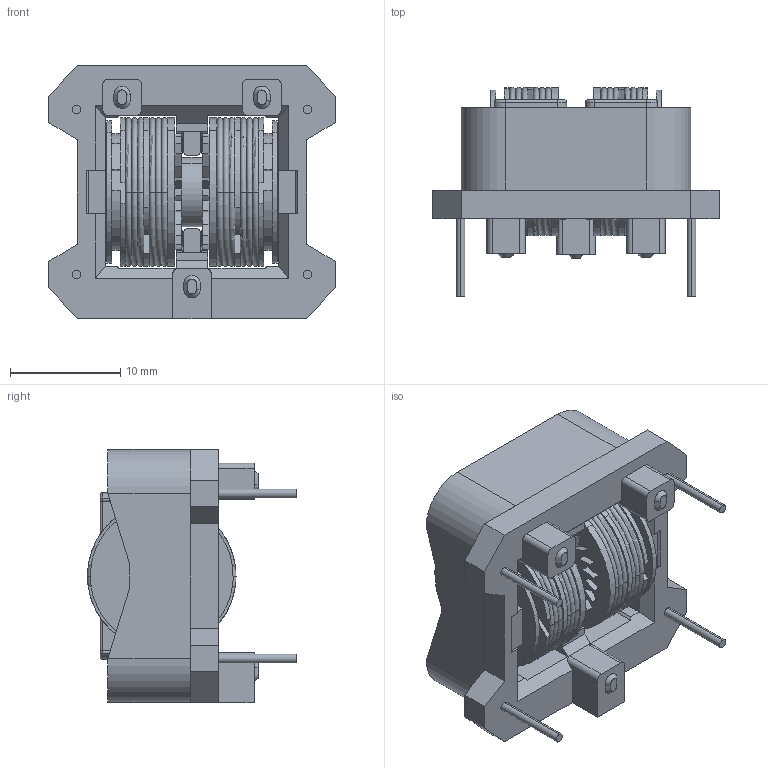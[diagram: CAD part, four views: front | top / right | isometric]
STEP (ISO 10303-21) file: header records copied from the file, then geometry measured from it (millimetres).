
FILE_DESCRIPTION (( 'STEP AP214' ), '1' );
FILE_NAME ('SSHB21HS(MAX-LOGO).STEP', '2018-11-06T01:20:11', ( '' ), ( '' ), 'SwSTEP 2.0', 'SolidWorks 2018', '' );
FILE_SCHEMA (( 'AUTOMOTIVE_DESIGN' ));
Length unit declared in the file: millimetre
Products named in the file (1): SSHB21HS(MAX-LOGO)
Bounding box: 26 x 19 x 23 mm (x, y, z)
Volume: 4547.1 mm3; surface area: 5006 mm2
Topology: 1 solids, 1 shells, 534 faces, 1444 edges, 918 vertices
Faces by surface type: plane 364, cylinder 120, torus 32, sphere 12, bspline 6
Entity records: 22776 total; most frequent: CARTESIAN_POINT 3407, ORIENTED_EDGE 2856, DIRECTION 2758, EDGE_CURVE 1428, VECTOR 1056, LINE 1056, VERTEX_POINT 914, AXIS2_PLACEMENT_3D 851
